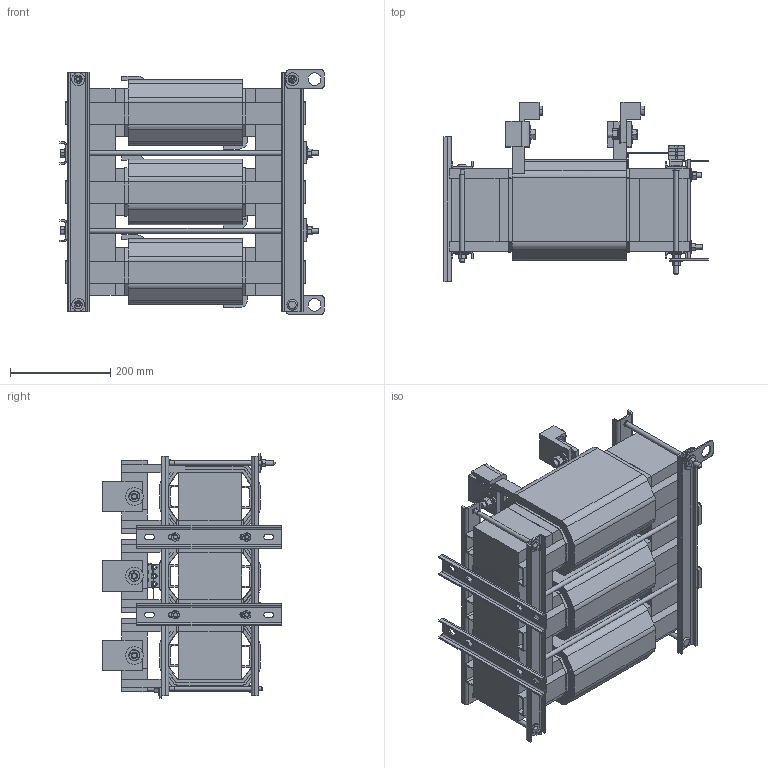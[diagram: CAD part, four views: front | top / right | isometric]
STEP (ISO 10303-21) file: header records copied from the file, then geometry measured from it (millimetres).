
FILE_DESCRIPTION(/* description */ (''),/* implementation_level */ '2;1');
FILE_NAME(/* name */ 'KTRMG480AX2.stp',/* time_stamp */ '2025-06-04T08:31:03-05:00',/* author */ ('jnelson'),/* organization */ (''),/* preprocessor_version */ 'ST-DEVELOPER v20',/* originating_system */ 'Autodesk Inventor 2024',/* authorisation */ '');
FILE_SCHEMA (('AUTOMOTIVE_DESIGN { 1 0 10303 214 3 1 1 }'));
Length unit declared in the file: inch
Products named in the file (37): KTRMG480AX2; KTRMG480A; 24163; 25684; 22875; 25938; 23222; 14821; 31642; 31003 - Bracket; 30097- LARGE  BLANK  (REACTOR); 22558; 20783; 22689; 29477-KTRMG362AMSX1; 28453; 28453_1; 11923insert-hex head; 11923-1; 11923-HEX SCREW; 14331 WIRING KTRMG362AMS; 14331 WIRING KTRMG362AMS Short Bend; 31615; 31621-1; 13202; 11626 AND 1509; 1509-better; 11626; 23409; 22876; 11236; 10251 AND 1512; 10251; 1610 AND 1511 AND 1512; 1610; 1512; 1511
Assembly tree (94 placements, depth 5):
  KTRMG480AX2
    KTRMG480A
      22875  x2
      24163  x3
      25684  x2
      25938  x4
      23222  x2
      14821  x4
      31642
        22558
        31003 - Bracket
      22558  x3
      20783  x6
      11626  x4
      30097- LARGE  BLANK  (REACTOR)
      22689  x2
      29477-KTRMG362AMSX1
      28453
        28453_1
        11923insert-hex head  x3
          11923-1
          11923-HEX SCREW
      14331 WIRING KTRMG362AMS  x2
      14331 WIRING KTRMG362AMS Short Bend  x2
      31615
      11626 AND 1509  x10
        1509-better
        11626
      31621-1  x2
      13202  x2
      23409  x2
      22876  x2
    11236  x6
    10251 AND 1512  x6
      10251
      1512
    1610 AND 1511 AND 1512  x6
      1610
      1512
      1511
Bounding box: 527.94 x 357.32 x 489.2 mm (x, y, z)
Volume: 29341685.5 mm3; surface area: 4751838.4 mm2
Topology: 126 solids, 126 shells, 3960 faces, 10289 edges, 6646 vertices
Faces by surface type: plane 2007, cylinder 1597, bspline 250, cone 74, torus 28, sphere 4
Full cylindrical faces by diameter (mm): 1.524 x10, 4.166 x2, 4.496 x3, 4.724 x2, 5.172 x30, 5.436 x2, 5.602 x4, 6.35 x30, 6.564 x4, 6.604 x6, 7.01 x6, 7.798 x14, 8.382 x2, 9.267 x4, 9.322 x2, 9.525 x6, 9.652 x2, 9.665 x4, 9.906 x2, 9.957 x2, 11.278 x10, 12.7 x12, 13.462 x6, 13.494 x6, 14.351 x12, 19.05 x18, 20.904 x2, 22.682 x12, 25.4 x2, 25.578 x10
Entity records: 47441 total; most frequent: CARTESIAN_POINT 13097, ORIENTED_EDGE 7110, DIRECTION 6197, EDGE_CURVE 3555, LINE 2371, VECTOR 2371, VERTEX_POINT 2326, AXIS2_PLACEMENT_3D 1913
